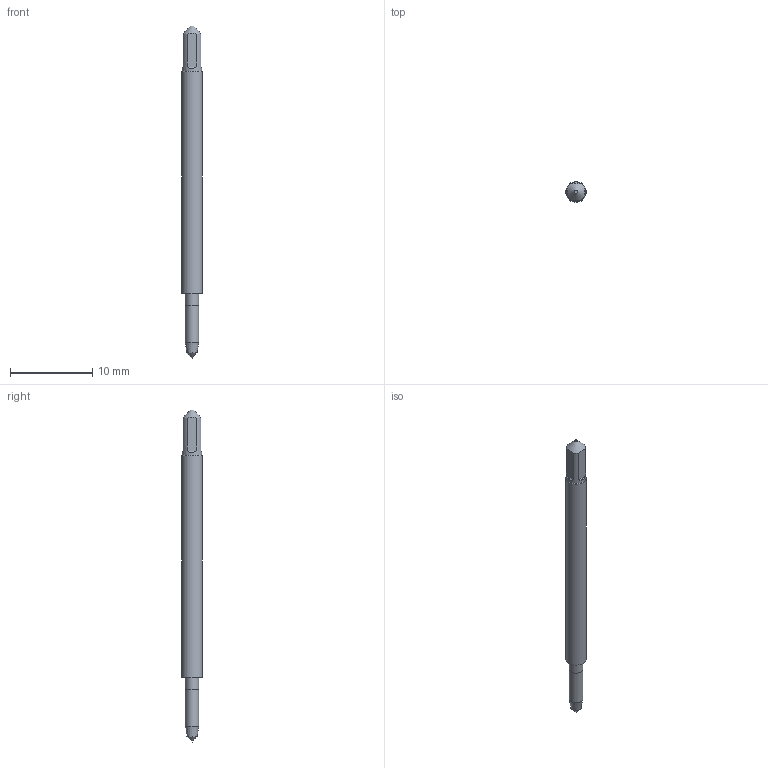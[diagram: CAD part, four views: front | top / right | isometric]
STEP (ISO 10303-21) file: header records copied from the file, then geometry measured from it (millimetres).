
FILE_DESCRIPTION(/* description */ (''),/* implementation_level */ '2;1');
FILE_NAME(/* name */ 'TOOL.STP',/* time_stamp */ '2023-10-17T06:59:58+02:00',/* author */ (''),/* organization */ ('SMS'),/* preprocessor_version */ 'ST-DEVELOPER v16.7',/* originating_system */ 'SIEMENS PLM Software NX 12.0',/* authorisation */ '');
FILE_SCHEMA (('AUTOMOTIVE_DESIGN { 1 0 10303 214 3 1 1 1 }'));
Length unit declared in the file: millimetre
Products named in the file (1): Tool
Bounding box: 2.5 x 2.5 x 40.35 mm (x, y, z)
Volume: 168.1 mm3; surface area: 297.5 mm2
Topology: 2 solids, 2 shells, 20 faces, 48 edges, 35 vertices
Faces by surface type: plane 12, cylinder 4, cone 4
Full cylindrical faces by diameter (mm): 1.666 x2, 2.4 x1, 2.5 x1
Entity records: 593 total; most frequent: CARTESIAN_POINT 114, DIRECTION 94, ORIENTED_EDGE 66, AXIS2_PLACEMENT_3D 41, EDGE_CURVE 33, EDGE_LOOP 28, VERTEX_POINT 26, ADVANCED_FACE 20
